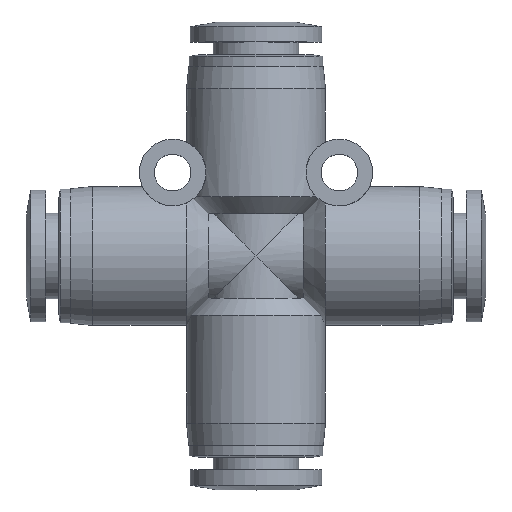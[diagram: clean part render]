
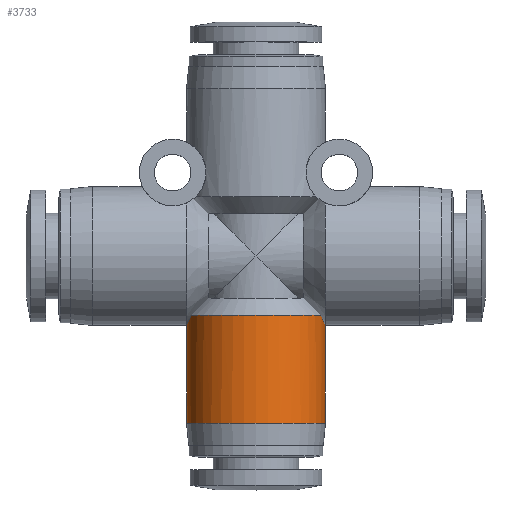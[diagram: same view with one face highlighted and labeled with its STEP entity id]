
A CAD part, top view. The second image highlights one B-rep face of the part: STEP entity #3733.
In plain terms, the highlighted cylindrical face has radius 6.25 mm (diameter 12.5 mm), a partial arc.
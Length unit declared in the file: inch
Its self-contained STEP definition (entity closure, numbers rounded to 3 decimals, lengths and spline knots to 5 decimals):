
#55 = CARTESIAN_POINT ( 'NONE',  ( -0.24606, 0.82874, 0. ) ) ;
#71 = LINE ( 'NONE', #55, #3584 ) ;
#129 = CARTESIAN_POINT ( 'NONE',  ( -0.23954, -0.23285, 0.05682 ) ) ;
#184 = CARTESIAN_POINT ( 'NONE',  ( 0.22874, -0.21, 0.09068 ) ) ;
#270 = AXIS2_PLACEMENT_3D ( 'NONE', #2660, #548, #3831 ) ;
#323 = AXIS2_PLACEMENT_3D ( 'NONE', #2958, #3224, #1701 ) ;
#340 = DIRECTION ( 'NONE',  ( 0., 1., 0. ) ) ;
#416 = EDGE_CURVE ( 'NONE', #2959, #1519, #2599, .T. ) ;
#417 = CARTESIAN_POINT ( 'NONE',  ( -0.23118, -0.21532, 0.08453 ) ) ;
#454 = EDGE_LOOP ( 'NONE', ( #3286, #951, #1526, #3294, #957, #1291 ) ) ;
#548 = DIRECTION ( 'NONE',  ( 0., 1., 0. ) ) ;
#616 = EDGE_CURVE ( 'NONE', #2363, #2959, #2809, .T. ) ;
#718 = CARTESIAN_POINT ( 'NONE',  ( -0.24606, -0.24606, 0. ) ) ;
#736 = CARTESIAN_POINT ( 'NONE',  ( -0.24392, -0.24175, 0.03348 ) ) ;
#794 = CARTESIAN_POINT ( 'NONE',  ( 0.24267, -0.23924, 0.04147 ) ) ;
#837 = B_SPLINE_CURVE_WITH_KNOTS ( 'NONE', 3,
 ( #977, #417, #2514, #2211, #129, #2802, #736, #1307, #1354, #718 ),
 .UNSPECIFIED., .F., .F.,
 ( 4, 2, 2, 2, 4 ),
 ( 0.00233, 0.00296, 0.0036, 0.00424, 0.00487 ),
 .UNSPECIFIED. ) ;
#873 = LINE ( 'NONE', #2298, #3822 ) ;
#925 = CARTESIAN_POINT ( 'NONE',  ( 0., -0.21, 0. ) ) ;
#951 = ORIENTED_EDGE ( 'NONE', *, *, #3221, .T. ) ;
#957 = ORIENTED_EDGE ( 'NONE', *, *, #3530, .T. ) ;
#977 = CARTESIAN_POINT ( 'NONE',  ( -0.22874, -0.21, 0.09068 ) ) ;
#1036 = CARTESIAN_POINT ( 'NONE',  ( 0.24606, -0.59252, 0. ) ) ;
#1059 = CARTESIAN_POINT ( 'NONE',  ( 0.23953, -0.23283, 0.05685 ) ) ;
#1291 = ORIENTED_EDGE ( 'NONE', *, *, #1695, .F. ) ;
#1307 = CARTESIAN_POINT ( 'NONE',  ( -0.24562, -0.24517, 0.01697 ) ) ;
#1354 = CARTESIAN_POINT ( 'NONE',  ( -0.24606, -0.24606, 0.00842 ) ) ;
#1363 = CARTESIAN_POINT ( 'NONE',  ( 0.24392, -0.24175, 0.03349 ) ) ;
#1407 = CARTESIAN_POINT ( 'NONE',  ( 0.24606, -0.24606, 0. ) ) ;
#1475 = VERTEX_POINT ( 'NONE', #2944 ) ;
#1519 = VERTEX_POINT ( 'NONE', #3541 ) ;
#1521 = AXIS2_PLACEMENT_3D ( 'NONE', #925, #3030, #2999 ) ;
#1526 = ORIENTED_EDGE ( 'NONE', *, *, #616, .T. ) ;
#1695 = EDGE_CURVE ( 'NONE', #1475, #2829, #71, .T. ) ;
#1701 = DIRECTION ( 'NONE',  ( -1., 0., 0. ) ) ;
#1960 = CARTESIAN_POINT ( 'NONE',  ( 0.23763, -0.22891, 0.06427 ) ) ;
#2184 = CARTESIAN_POINT ( 'NONE',  ( 0.22874, -0.21, 0.09068 ) ) ;
#2211 = CARTESIAN_POINT ( 'NONE',  ( -0.23765, -0.22894, 0.06421 ) ) ;
#2298 = CARTESIAN_POINT ( 'NONE',  ( 0.24606, 0.82874, 0. ) ) ;
#2322 = CIRCLE ( 'NONE', #323, 0.24606 ) ;
#2363 = VERTEX_POINT ( 'NONE', #3007 ) ;
#2514 = CARTESIAN_POINT ( 'NONE',  ( -0.23348, -0.2202, 0.07802 ) ) ;
#2599 = CIRCLE ( 'NONE', #1521, 0.24606 ) ;
#2602 = DIRECTION ( 'NONE',  ( 0., 1., 0. ) ) ;
#2660 = CARTESIAN_POINT ( 'NONE',  ( 0., 0.82874, 0. ) ) ;
#2793 = VERTEX_POINT ( 'NONE', #1036 ) ;
#2802 = CARTESIAN_POINT ( 'NONE',  ( -0.24268, -0.23925, 0.04143 ) ) ;
#2809 = B_SPLINE_CURVE_WITH_KNOTS ( 'NONE', 3,
 ( #1407, #3476, #3748, #1363, #794, #1059, #1960, #3148, #2885, #184 ),
 .UNSPECIFIED., .F., .F.,
 ( 4, 2, 2, 2, 4 ),
 ( 0.00487, 0.00551, 0.00615, 0.00678, 0.00742 ),
 .UNSPECIFIED. ) ;
#2818 = EDGE_CURVE ( 'NONE', #1475, #2793, #2322, .T. ) ;
#2829 = VERTEX_POINT ( 'NONE', #3079 ) ;
#2885 = CARTESIAN_POINT ( 'NONE',  ( 0.23117, -0.21529, 0.08456 ) ) ;
#2944 = CARTESIAN_POINT ( 'NONE',  ( -0.24606, -0.59252, 0. ) ) ;
#2958 = CARTESIAN_POINT ( 'NONE',  ( 0., -0.59252, 0. ) ) ;
#2959 = VERTEX_POINT ( 'NONE', #2184 ) ;
#2999 = DIRECTION ( 'NONE',  ( 1., 0., 0. ) ) ;
#3007 = CARTESIAN_POINT ( 'NONE',  ( 0.24606, -0.24606, 0. ) ) ;
#3030 = DIRECTION ( 'NONE',  ( 0., -1., 0. ) ) ;
#3079 = CARTESIAN_POINT ( 'NONE',  ( -0.24606, -0.24606, 0. ) ) ;
#3148 = CARTESIAN_POINT ( 'NONE',  ( 0.23346, -0.22015, 0.07808 ) ) ;
#3221 = EDGE_CURVE ( 'NONE', #2793, #2363, #873, .T. ) ;
#3224 = DIRECTION ( 'NONE',  ( 0., 1., 0. ) ) ;
#3286 = ORIENTED_EDGE ( 'NONE', *, *, #2818, .T. ) ;
#3294 = ORIENTED_EDGE ( 'NONE', *, *, #416, .T. ) ;
#3476 = CARTESIAN_POINT ( 'NONE',  ( 0.24606, -0.24606, 0.00842 ) ) ;
#3530 = EDGE_CURVE ( 'NONE', #1519, #2829, #837, .T. ) ;
#3541 = CARTESIAN_POINT ( 'NONE',  ( -0.22874, -0.21, 0.09068 ) ) ;
#3584 = VECTOR ( 'NONE', #340, 39.37008 ) ;
#3733 = ADVANCED_FACE ( 'NONE', ( #3835 ), #3786, .T. ) ;
#3748 = CARTESIAN_POINT ( 'NONE',  ( 0.24563, -0.2452, 0.01684 ) ) ;
#3786 = CYLINDRICAL_SURFACE ( 'NONE', #270, 0.24606 ) ;
#3822 = VECTOR ( 'NONE', #2602, 39.37008 ) ;
#3831 = DIRECTION ( 'NONE',  ( -1., 0., 0. ) ) ;
#3835 = FACE_OUTER_BOUND ( 'NONE', #454, .T. ) ;
